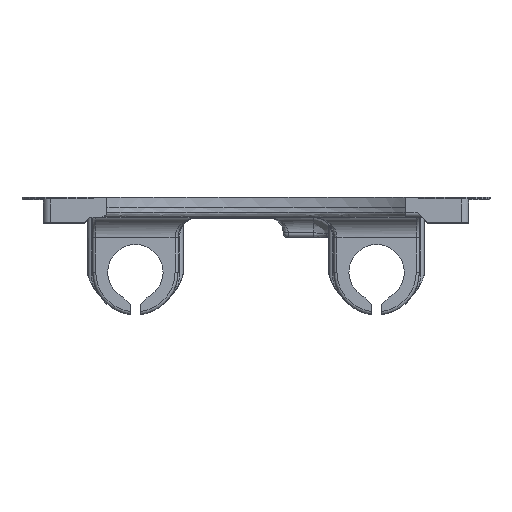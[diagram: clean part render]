
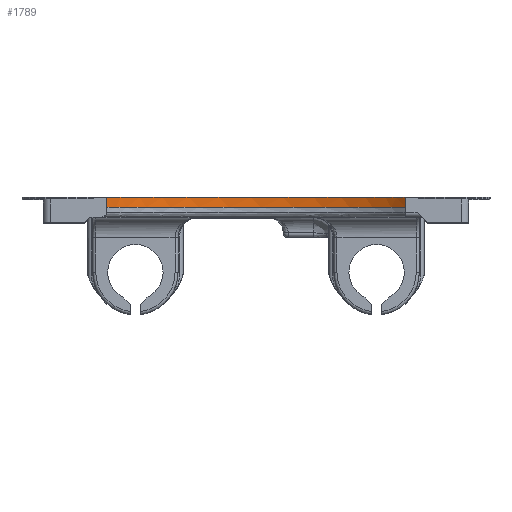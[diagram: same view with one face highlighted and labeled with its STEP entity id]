
A CAD part, top view. The second image highlights one B-rep face of the part: STEP entity #1789.
In plain terms, the highlighted free-form (B-spline) face has degree [3, 1] with [4, 2] control points.
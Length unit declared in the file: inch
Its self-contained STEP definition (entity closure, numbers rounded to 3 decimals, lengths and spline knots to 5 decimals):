
#632 = ORIENTED_EDGE ( 'NONE', *, *, #10089, .F. ) ;
#1020 = VERTEX_POINT ( 'NONE', #12220 ) ;
#1789 = ADVANCED_FACE ( 'NONE', ( #18650 ), #1995, .F. ) ;
#1995 =( BOUNDED_SURFACE ( )  B_SPLINE_SURFACE ( 3, 1, ( 
 ( #7206, #8701 ),
 ( #3904, #19945 ),
 ( #18332, #13633 ),
 ( #13742, #16839 ) ),
 .UNSPECIFIED., .F., .F., .F. ) 
 B_SPLINE_SURFACE_WITH_KNOTS ( ( 4, 4 ),
 ( 2, 2 ),
 ( 0., 0.08151 ),
 ( 0., 1. ),
 .UNSPECIFIED. ) 
 GEOMETRIC_REPRESENTATION_ITEM ( )  RATIONAL_B_SPLINE_SURFACE ( (
 ( 1., 1.),
 ( 0.669, 0.669),
 ( 0.669, 0.669),
 ( 1., 1.) ) ) 
 REPRESENTATION_ITEM ( '' )  SURFACE ( )  );
#3064 = EDGE_CURVE ( 'NONE', #13415, #17836, #14906, .T. ) ;
#3379 = CARTESIAN_POINT ( 'NONE',  ( 1.23412, 0.27237, 1.57 ) ) ;
#3395 = EDGE_CURVE ( 'NONE', #1020, #9058, #4619, .T. ) ;
#3904 = CARTESIAN_POINT ( 'NONE',  ( -0.99047, 0.37237, 0.87143 ) ) ;
#4054 =( BOUNDED_CURVE ( )  B_SPLINE_CURVE ( 3, ( #18288, #5552, #10050, #18386 ),
 .UNSPECIFIED., .F., .F. ) 
 B_SPLINE_CURVE_WITH_KNOTS ( ( 4, 4 ),
 ( 0., 0.08151 ),
 .UNSPECIFIED. ) 
 CURVE ( )  GEOMETRIC_REPRESENTATION_ITEM ( )  RATIONAL_B_SPLINE_CURVE ( ( 1., 0.669, 0.669, 1. ) ) 
 REPRESENTATION_ITEM ( '' )  );
#4619 = LINE ( 'NONE', #12753, #16659 ) ;
#5552 = CARTESIAN_POINT ( 'NONE',  ( 0.48957, 0.27237, 0.87143 ) ) ;
#5603 = CARTESIAN_POINT ( 'NONE',  ( 1.23412, 0.37237, 1.57 ) ) ;
#6099 =( BOUNDED_CURVE ( )  B_SPLINE_CURVE ( 3, ( #7317, #13746, #20469, #5603 ),
 .UNSPECIFIED., .F., .F. ) 
 B_SPLINE_CURVE_WITH_KNOTS ( ( 4, 4 ),
 ( 0., 0.08151 ),
 .UNSPECIFIED. ) 
 CURVE ( )  GEOMETRIC_REPRESENTATION_ITEM ( )  RATIONAL_B_SPLINE_CURVE ( ( 1., 0.669, 0.669, 1. ) ) 
 REPRESENTATION_ITEM ( '' )  );
#6528 = DIRECTION ( 'NONE',  ( 0., -1., 0. ) ) ;
#7088 = VECTOR ( 'NONE', #14482, 39.37008 ) ;
#7206 = CARTESIAN_POINT ( 'NONE',  ( -1.73502, 0.37237, 1.57 ) ) ;
#7317 = CARTESIAN_POINT ( 'NONE',  ( -1.73502, 0.37237, 1.57 ) ) ;
#8701 = CARTESIAN_POINT ( 'NONE',  ( -1.73502, 0.27237, 1.57 ) ) ;
#9058 = VERTEX_POINT ( 'NONE', #9107 ) ;
#9107 = CARTESIAN_POINT ( 'NONE',  ( -1.73502, 0.27237, 1.57 ) ) ;
#9317 = EDGE_CURVE ( 'NONE', #17836, #9058, #4054, .T. ) ;
#10050 = CARTESIAN_POINT ( 'NONE',  ( -0.99047, 0.27237, 0.87143 ) ) ;
#10089 = EDGE_CURVE ( 'NONE', #1020, #13415, #6099, .T. ) ;
#10942 = ORIENTED_EDGE ( 'NONE', *, *, #3395, .T. ) ;
#10997 = EDGE_LOOP ( 'NONE', ( #18205, #17480, #632, #10942 ) ) ;
#12220 = CARTESIAN_POINT ( 'NONE',  ( -1.73502, 0.37237, 1.57 ) ) ;
#12753 = CARTESIAN_POINT ( 'NONE',  ( -1.73502, 0.37237, 1.57 ) ) ;
#13415 = VERTEX_POINT ( 'NONE', #14926 ) ;
#13633 = CARTESIAN_POINT ( 'NONE',  ( 0.48957, 0.27237, 0.87143 ) ) ;
#13742 = CARTESIAN_POINT ( 'NONE',  ( 1.23412, 0.37237, 1.57 ) ) ;
#13746 = CARTESIAN_POINT ( 'NONE',  ( -0.99047, 0.37237, 0.87143 ) ) ;
#14482 = DIRECTION ( 'NONE',  ( 0., -1., 0. ) ) ;
#14906 = LINE ( 'NONE', #16299, #7088 ) ;
#14926 = CARTESIAN_POINT ( 'NONE',  ( 1.23412, 0.37237, 1.57 ) ) ;
#16299 = CARTESIAN_POINT ( 'NONE',  ( 1.23412, 0.37237, 1.57 ) ) ;
#16659 = VECTOR ( 'NONE', #6528, 39.37008 ) ;
#16839 = CARTESIAN_POINT ( 'NONE',  ( 1.23412, 0.27237, 1.57 ) ) ;
#17480 = ORIENTED_EDGE ( 'NONE', *, *, #3064, .F. ) ;
#17836 = VERTEX_POINT ( 'NONE', #3379 ) ;
#18205 = ORIENTED_EDGE ( 'NONE', *, *, #9317, .F. ) ;
#18288 = CARTESIAN_POINT ( 'NONE',  ( 1.23412, 0.27237, 1.57 ) ) ;
#18332 = CARTESIAN_POINT ( 'NONE',  ( 0.48957, 0.37237, 0.87143 ) ) ;
#18386 = CARTESIAN_POINT ( 'NONE',  ( -1.73502, 0.27237, 1.57 ) ) ;
#18650 = FACE_OUTER_BOUND ( 'NONE', #10997, .T. ) ;
#19945 = CARTESIAN_POINT ( 'NONE',  ( -0.99047, 0.27237, 0.87143 ) ) ;
#20469 = CARTESIAN_POINT ( 'NONE',  ( 0.48957, 0.37237, 0.87143 ) ) ;
